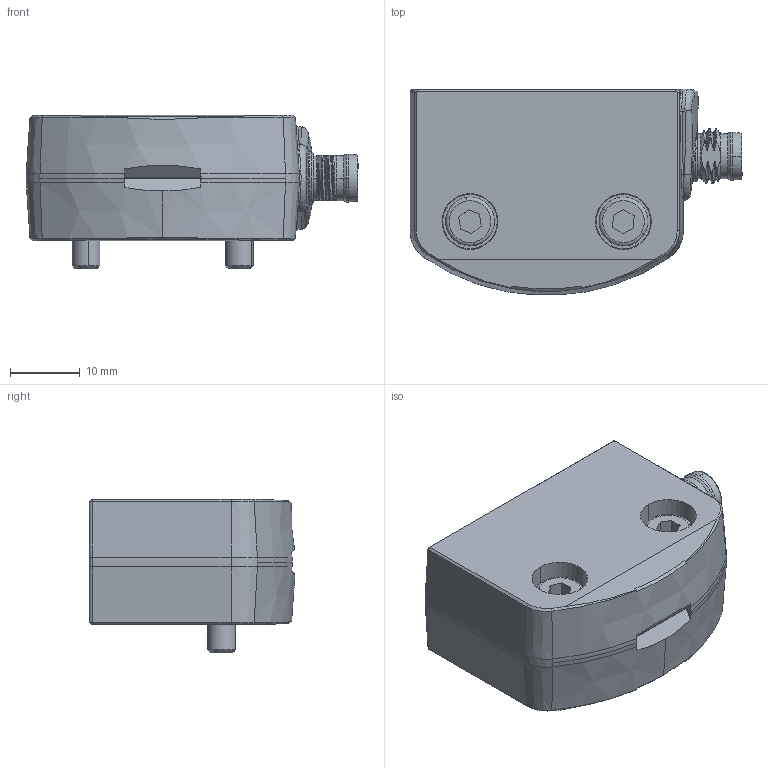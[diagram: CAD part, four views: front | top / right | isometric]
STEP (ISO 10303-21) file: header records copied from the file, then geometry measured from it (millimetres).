
FILE_DESCRIPTION (( 'STEP AP203' ), '1' );
FILE_NAME ('P8382.STEP', '2021-03-04T11:18:17', ( '' ), ( '' ), 'SwSTEP 2.0', 'SolidWorks 2019', '' );
FILE_SCHEMA (( 'CONFIG_CONTROL_DESIGN' ));
Length unit declared in the file: millimetre
Products named in the file (1): P8382
Bounding box: 47.6 x 29.5 x 22 mm (x, y, z)
Volume: 18520.9 mm3; surface area: 6202.3 mm2
Topology: 3 solids, 3 shells, 693 faces, 1876 edges, 1221 vertices
Faces by surface type: plane 371, bspline 134, cylinder 118, cone 64, torus 6
Entity records: 32275 total; most frequent: CARTESIAN_POINT 17047, ORIENTED_EDGE 3720, DIRECTION 2236, EDGE_CURVE 1860, VERTEX_POINT 1221, B_SPLINE_CURVE_WITH_KNOTS 879, LINE 780, VECTOR 780
